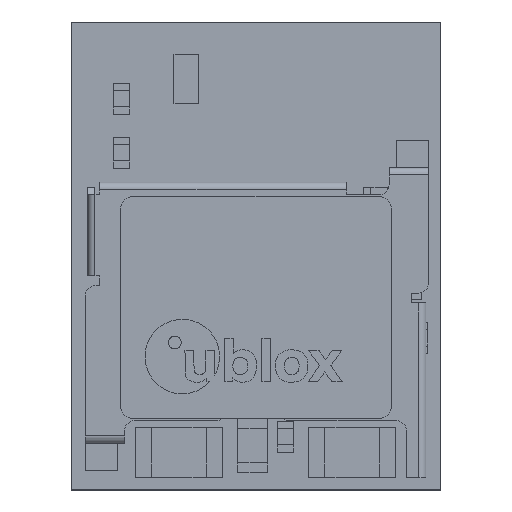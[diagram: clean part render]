
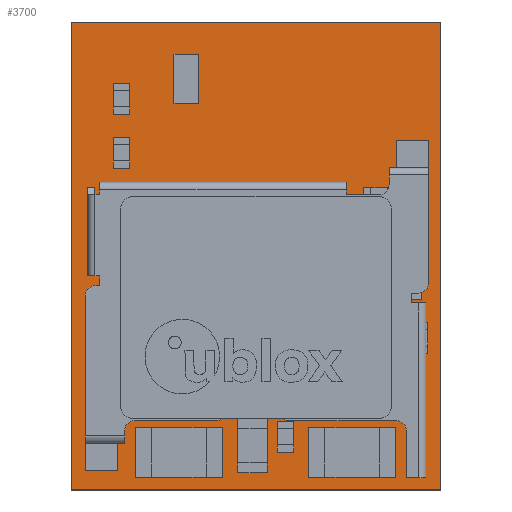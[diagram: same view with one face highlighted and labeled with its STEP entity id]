
A CAD part, top view. The second image highlights one B-rep face of the part: STEP entity #3700.
In plain terms, the highlighted planar face has unit normal (0, 0, 1).
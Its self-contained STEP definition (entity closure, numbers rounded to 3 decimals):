
#858 = LINE ( 'NONE', #19612, #6403 ) ;
#1562 = ORIENTED_EDGE ( 'NONE', *, *, #25343, .T. ) ;
#1666 = VERTEX_POINT ( 'NONE', #14899 ) ;
#1955 = LINE ( 'NONE', #25234, #12985 ) ;
#2419 = LINE ( 'NONE', #22554, #16190 ) ;
#2904 = VERTEX_POINT ( 'NONE', #22345 ) ;
#3700 = ADVANCED_FACE ( 'NONE', ( #4187 ), #27377, .F. ) ;
#4187 = FACE_OUTER_BOUND ( 'NONE', #14064, .T. ) ;
#5138 = CARTESIAN_POINT ( 'NONE',  ( 7.5, 0., 0.505 ) ) ;
#6403 = VECTOR ( 'NONE', #14516, 1000. ) ;
#6998 = ORIENTED_EDGE ( 'NONE', *, *, #19580, .T. ) ;
#10173 = VERTEX_POINT ( 'NONE', #5138 ) ;
#10327 = DIRECTION ( 'NONE',  ( 1., 0., 0. ) ) ;
#12985 = VECTOR ( 'NONE', #10327, 1000. ) ;
#13907 = VERTEX_POINT ( 'NONE', #27402 ) ;
#14064 = EDGE_LOOP ( 'NONE', ( #29252, #1562, #16500, #6998 ) ) ;
#14516 = DIRECTION ( 'NONE',  ( 0., -1., 0. ) ) ;
#14899 = CARTESIAN_POINT ( 'NONE',  ( 7.5, 9.5, 0.505 ) ) ;
#16190 = VECTOR ( 'NONE', #24980, 1000. ) ;
#16500 = ORIENTED_EDGE ( 'NONE', *, *, #31781, .T. ) ;
#16505 = EDGE_CURVE ( 'NONE', #2904, #13907, #858, .T. ) ;
#17442 = CARTESIAN_POINT ( 'NONE',  ( 0., 0., 0.505 ) ) ;
#17495 = AXIS2_PLACEMENT_3D ( 'NONE', #17442, #19999, #21960 ) ;
#19580 = EDGE_CURVE ( 'NONE', #1666, #2904, #32537, .T. ) ;
#19612 = CARTESIAN_POINT ( 'NONE',  ( 0., 0., 0.505 ) ) ;
#19999 = DIRECTION ( 'NONE',  ( 0., 0., -1. ) ) ;
#21960 = DIRECTION ( 'NONE',  ( -1., 0., 0. ) ) ;
#22345 = CARTESIAN_POINT ( 'NONE',  ( 0., 9.5, 0.505 ) ) ;
#22554 = CARTESIAN_POINT ( 'NONE',  ( 7.5, 0., 0.505 ) ) ;
#22917 = CARTESIAN_POINT ( 'NONE',  ( 0., 9.5, 0.505 ) ) ;
#24980 = DIRECTION ( 'NONE',  ( 0., 1., 0. ) ) ;
#25234 = CARTESIAN_POINT ( 'NONE',  ( 0., 0., 0.505 ) ) ;
#25343 = EDGE_CURVE ( 'NONE', #13907, #10173, #1955, .T. ) ;
#27377 = PLANE ( 'NONE',  #17495 ) ;
#27402 = CARTESIAN_POINT ( 'NONE',  ( 0., 0., 0.505 ) ) ;
#27856 = DIRECTION ( 'NONE',  ( -1., 0., 0. ) ) ;
#28205 = VECTOR ( 'NONE', #27856, 1000. ) ;
#29252 = ORIENTED_EDGE ( 'NONE', *, *, #16505, .T. ) ;
#31781 = EDGE_CURVE ( 'NONE', #10173, #1666, #2419, .T. ) ;
#32537 = LINE ( 'NONE', #22917, #28205 ) ;
